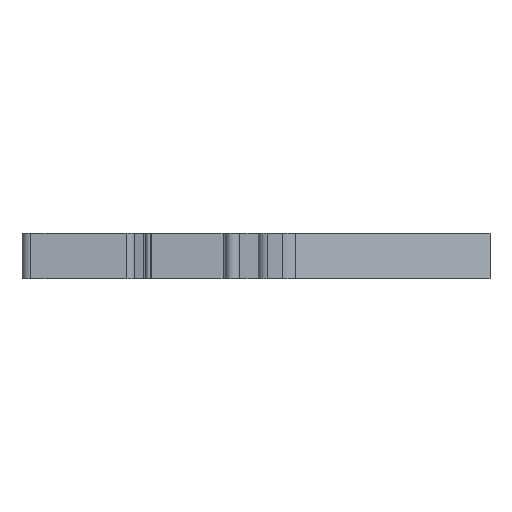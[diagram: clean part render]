
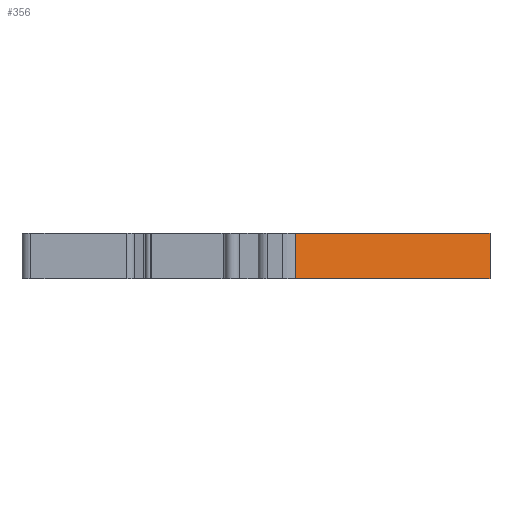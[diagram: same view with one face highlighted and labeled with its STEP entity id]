
A CAD part, front view. The second image highlights one B-rep face of the part: STEP entity #356.
In plain terms, the highlighted planar face has unit normal (0.5, -0.866, 0).
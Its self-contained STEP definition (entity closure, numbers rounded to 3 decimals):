
#356=ADVANCED_FACE('',(#850),#640,.F.);
#640=PLANE('',#6100);
#850=FACE_OUTER_BOUND('',#1143,.T.);
#1143=EDGE_LOOP('',(#2014,#2015,#2016,#2017));
#2014=ORIENTED_EDGE('',*,*,#4264,.F.);
#2015=ORIENTED_EDGE('',*,*,#4265,.F.);
#2016=ORIENTED_EDGE('',*,*,#4101,.T.);
#2017=ORIENTED_EDGE('',*,*,#4263,.F.);
#3512=VERTEX_POINT('',#8513);
#3513=VERTEX_POINT('',#8515);
#3654=VERTEX_POINT('',#8838);
#3655=VERTEX_POINT('',#8842);
#4101=EDGE_CURVE('',#3513,#3512,#4868,.T.);
#4263=EDGE_CURVE('',#3654,#3512,#4984,.T.);
#4264=EDGE_CURVE('',#3655,#3654,#4985,.T.);
#4265=EDGE_CURVE('',#3513,#3655,#4986,.T.);
#4868=LINE('',#8514,#5459);
#4984=LINE('',#8839,#5575);
#4985=LINE('',#8841,#5576);
#4986=LINE('',#8843,#5577);
#5459=VECTOR('',#6708,1.);
#5575=VECTOR('',#6958,1.);
#5576=VECTOR('',#6961,1.);
#5577=VECTOR('',#6962,1.);
#6100=AXIS2_PLACEMENT_3D('',#8844,#6963,#6964);
#6708=DIRECTION('',(-0.866,-0.5,0.));
#6958=DIRECTION('',(0.,0.,1.));
#6961=DIRECTION('',(-0.866,-0.5,0.));
#6962=DIRECTION('',(0.,0.,-1.));
#6963=DIRECTION('',(-0.5,0.866,0.));
#6964=DIRECTION('',(-0.866,-0.5,0.));
#8513=CARTESIAN_POINT('',(10.696,-3.598,0.));
#8514=CARTESIAN_POINT('',(32.5,8.99,0.));
#8515=CARTESIAN_POINT('',(32.5,8.99,0.));
#8838=CARTESIAN_POINT('',(10.696,-3.598,-5.1));
#8839=CARTESIAN_POINT('',(10.696,-3.598,-5.1));
#8841=CARTESIAN_POINT('',(32.5,8.99,-5.1));
#8842=CARTESIAN_POINT('',(32.5,8.99,-5.1));
#8843=CARTESIAN_POINT('',(32.5,8.99,0.));
#8844=CARTESIAN_POINT('',(32.5,8.99,0.));
